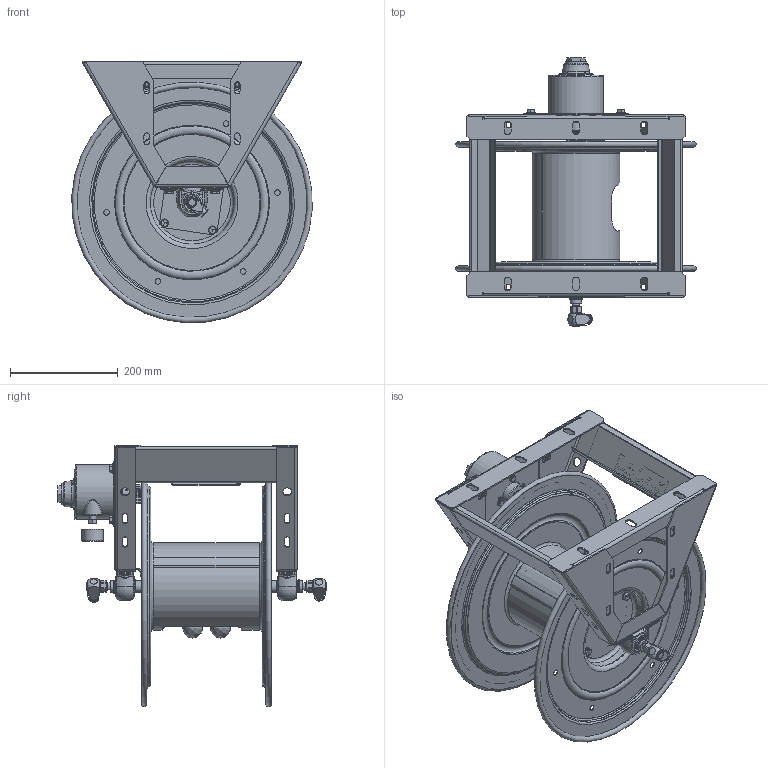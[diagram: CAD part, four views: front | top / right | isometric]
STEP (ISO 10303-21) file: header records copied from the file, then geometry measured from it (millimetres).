
FILE_DESCRIPTION(/* description */ (''),/* implementation_level */ '2;1');
FILE_NAME(/* name */ '1275HPL-B-8-A_SHARED.stp',/* time_stamp */ '2020-03-16T09:32:41-07:00',/* author */ ('NMelton'),/* organization */ (''),/* preprocessor_version */ 'ST-DEVELOPER v17',/* originating_system */ 'Autodesk Inventor 2019',/* authorisation */ '');
FILE_SCHEMA (('AUTOMOTIVE_DESIGN { 1 0 10303 214 3 1 1 }'));
Products named in the file (1): 1275HPL-B-8-A_SHARED
Bounding box: 447.02 x 498.85 x 486.02 mm (x, y, z)
Surface area: 1718644.5 mm2 (no closed solid volume)
Topology: 0 solids, 149 shells, 3002 faces, 10299 edges, 7226 vertices
Faces by surface type: cylinder 1214, plane 998, cone 324, bspline 284, torus 137, sphere 45
Full cylindrical faces by diameter (mm): 1.245 x4, 1.321 x4, 2.54 x1, 3.048 x1, 3.962 x1, 5.969 x2, 6.35 x1, 6.909 x2, 6.985 x4, 7.938 x7, 8.795 x1, 10.001 x3, 10.414 x6, 10.439 x1, 10.592 x2, 10.731 x4, 11.43 x8, 12.192 x4, 12.573 x2, 12.7 x7, 12.859 x4, 13.398 x2, 13.868 x2, 14.186 x4, 14.3 x1, 15.875 x2, 16.167 x2, 16.662 x4, 17.615 x8, 18.644 x2
Entity records: 132573 total; most frequent: CARTESIAN_POINT 45935, ORIENTED_EDGE 16756, DIRECTION 16368, EDGE_CURVE 10235, VERTEX_POINT 7226, AXIS2_PLACEMENT_3D 5986, LINE 4396, VECTOR 4396
